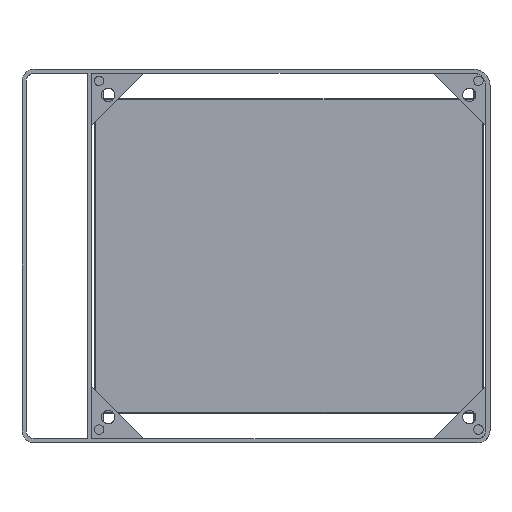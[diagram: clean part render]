
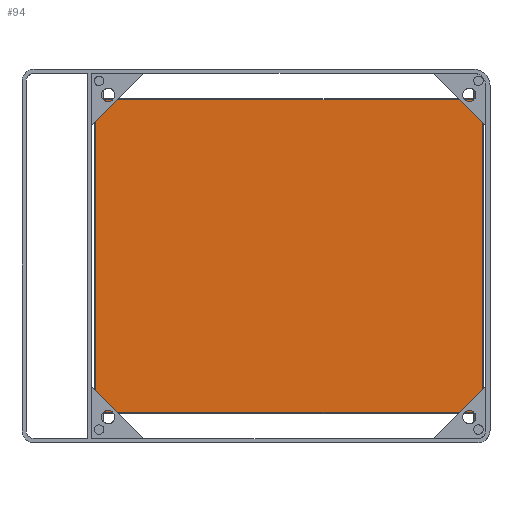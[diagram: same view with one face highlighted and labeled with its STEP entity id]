
A CAD part, top view. The second image highlights one B-rep face of the part: STEP entity #94.
In plain terms, the highlighted free-form (B-spline) face has degree [1, 1] with [2, 2] control points.
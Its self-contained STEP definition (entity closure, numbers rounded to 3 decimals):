
#94=ADVANCED_FACE('',(#184),#3126,.T.);
#184=FACE_OUTER_BOUND('',#286,.T.);
#286=EDGE_LOOP('',(#584,#585,#586,#587));
#584=ORIENTED_EDGE('',*,*,#2212,.T.);
#585=ORIENTED_EDGE('',*,*,#2213,.T.);
#586=ORIENTED_EDGE('',*,*,#2214,.T.);
#587=ORIENTED_EDGE('',*,*,#2215,.T.);
#1176=PCURVE('',#3126,#1636);
#1177=PCURVE('',#3126,#1637);
#1178=PCURVE('',#3126,#1638);
#1179=PCURVE('',#3126,#1639);
#1195=PCURVE('',#3130,#1655);
#1215=PCURVE('',#3133,#1675);
#1239=PCURVE('',#3138,#1699);
#1257=PCURVE('',#3141,#1717);
#1636=DEFINITIONAL_REPRESENTATION('',(#2635),#6459);
#1637=DEFINITIONAL_REPRESENTATION('',(#2637),#6459);
#1638=DEFINITIONAL_REPRESENTATION('',(#2639),#6459);
#1639=DEFINITIONAL_REPRESENTATION('',(#2641),#6459);
#1655=DEFINITIONAL_REPRESENTATION('',(#2671),#6459);
#1675=DEFINITIONAL_REPRESENTATION('',(#2700),#6459);
#1699=DEFINITIONAL_REPRESENTATION('',(#2737),#6459);
#1717=DEFINITIONAL_REPRESENTATION('',(#2761),#6459);
#1970=SURFACE_CURVE('',#2634,(#1176,#1195),.PCURVE_S1.);
#1971=SURFACE_CURVE('',#2636,(#1177,#1239),.PCURVE_S1.);
#1972=SURFACE_CURVE('',#2638,(#1178,#1257),.PCURVE_S1.);
#1973=SURFACE_CURVE('',#2640,(#1179,#1215),.PCURVE_S1.);
#2212=EDGE_CURVE('',#2982,#2983,#1970,.T.);
#2213=EDGE_CURVE('',#2983,#2984,#1971,.T.);
#2214=EDGE_CURVE('',#2984,#2985,#1972,.T.);
#2215=EDGE_CURVE('',#2985,#2982,#1973,.T.);
#2634=B_SPLINE_CURVE_WITH_KNOTS('',1,(#4681,#4682),.UNSPECIFIED.,.F.,.F.,
(2,2),(-377.,0.),.UNSPECIFIED.);
#2635=B_SPLINE_CURVE_WITH_KNOTS('',1,(#4683,#4684),.UNSPECIFIED.,.F.,.F.,
(2,2),(-377.,0.),.UNSPECIFIED.);
#2636=B_SPLINE_CURVE_WITH_KNOTS('',1,(#4685,#4686),.UNSPECIFIED.,.F.,.F.,
(2,2),(0.,467.),.UNSPECIFIED.);
#2637=B_SPLINE_CURVE_WITH_KNOTS('',1,(#4687,#4688),.UNSPECIFIED.,.F.,.F.,
(2,2),(0.,467.),.UNSPECIFIED.);
#2638=B_SPLINE_CURVE_WITH_KNOTS('',1,(#4689,#4690),.UNSPECIFIED.,.F.,.F.,
(2,2),(0.,377.),.UNSPECIFIED.);
#2639=B_SPLINE_CURVE_WITH_KNOTS('',1,(#4691,#4692),.UNSPECIFIED.,.F.,.F.,
(2,2),(0.,377.),.UNSPECIFIED.);
#2640=B_SPLINE_CURVE_WITH_KNOTS('',1,(#4693,#4694),.UNSPECIFIED.,.F.,.F.,
(2,2),(0.,467.),.UNSPECIFIED.);
#2641=B_SPLINE_CURVE_WITH_KNOTS('',1,(#4695,#4696),.UNSPECIFIED.,.F.,.F.,
(2,2),(0.,467.),.UNSPECIFIED.);
#2671=B_SPLINE_CURVE_WITH_KNOTS('',1,(#4755,#4756),.UNSPECIFIED.,.F.,.F.,
(2,2),(-377.,0.),.UNSPECIFIED.);
#2700=B_SPLINE_CURVE_WITH_KNOTS('',1,(#4813,#4814),.UNSPECIFIED.,.F.,.F.,
(2,2),(0.,467.),.UNSPECIFIED.);
#2737=B_SPLINE_CURVE_WITH_KNOTS('',1,(#4887,#4888),.UNSPECIFIED.,.F.,.F.,
(2,2),(0.,467.),.UNSPECIFIED.);
#2761=B_SPLINE_CURVE_WITH_KNOTS('',1,(#4935,#4936),.UNSPECIFIED.,.F.,.F.,
(2,2),(0.,377.),.UNSPECIFIED.);
#2982=VERTEX_POINT('',#4649);
#2983=VERTEX_POINT('',#4650);
#2984=VERTEX_POINT('',#4651);
#2985=VERTEX_POINT('',#4652);
#3126=B_SPLINE_SURFACE_WITH_KNOTS('',1,1,((#4577,#4578),(#4579,#4580)),
 .UNSPECIFIED.,.F.,.F.,.F.,(2,2),(2,2),(-330.51,230.01),(3.74,456.26),
 .UNSPECIFIED.);
#3130=B_SPLINE_SURFACE_WITH_KNOTS('',1,1,((#4593,#4594),(#4595,#4596)),
 .UNSPECIFIED.,.F.,.F.,.F.,(2,2),(2,2),(-0.297,2.418),
(38.84,493.16),.UNSPECIFIED.);
#3133=B_SPLINE_SURFACE_WITH_KNOTS('',1,1,((#4605,#4606),(#4607,#4608)),
 .UNSPECIFIED.,.F.,.F.,.F.,(2,2),(2,2),(47.84,610.16),(-0.297,
2.418),.UNSPECIFIED.);
#3138=B_SPLINE_SURFACE_WITH_KNOTS('',1,1,((#4625,#4626),(#4627,#4628)),
 .UNSPECIFIED.,.F.,.F.,.F.,(2,2),(2,2),(47.84,610.16),(-0.297,
2.418),.UNSPECIFIED.);
#3141=B_SPLINE_SURFACE_WITH_KNOTS('',1,1,((#4637,#4638),(#4639,#4640)),
 .UNSPECIFIED.,.F.,.F.,.F.,(2,2),(2,2),(38.84,493.16),(-0.297,
2.418),.UNSPECIFIED.);
#4577=CARTESIAN_POINT('',(322.854,227.396,-19.033));
#4578=CARTESIAN_POINT('',(322.854,-225.124,-19.033));
#4579=CARTESIAN_POINT('',(-237.666,227.396,-19.033));
#4580=CARTESIAN_POINT('',(-237.666,-225.124,-19.033));
#4593=CARTESIAN_POINT('',(277.804,228.296,-20.743));
#4594=CARTESIAN_POINT('',(277.804,-226.024,-20.743));
#4595=CARTESIAN_POINT('',(275.884,228.296,-18.823));
#4596=CARTESIAN_POINT('',(275.884,-226.024,-18.823));
#4605=CARTESIAN_POINT('',(-238.566,-189.074,-20.743));
#4606=CARTESIAN_POINT('',(-238.566,-187.154,-18.823));
#4607=CARTESIAN_POINT('',(323.754,-189.074,-20.743));
#4608=CARTESIAN_POINT('',(323.754,-187.154,-18.823));
#4625=CARTESIAN_POINT('',(323.754,191.346,-20.743));
#4626=CARTESIAN_POINT('',(323.754,189.426,-18.823));
#4627=CARTESIAN_POINT('',(-238.566,191.346,-20.743));
#4628=CARTESIAN_POINT('',(-238.566,189.426,-18.823));
#4637=CARTESIAN_POINT('',(-192.616,228.296,-20.743));
#4638=CARTESIAN_POINT('',(-190.696,228.296,-18.823));
#4639=CARTESIAN_POINT('',(-192.616,-226.024,-20.743));
#4640=CARTESIAN_POINT('',(-190.696,-226.024,-18.823));
#4649=CARTESIAN_POINT('',(276.094,-187.364,-19.033));
#4650=CARTESIAN_POINT('',(276.094,189.636,-19.033));
#4651=CARTESIAN_POINT('',(-190.906,189.636,-19.033));
#4652=CARTESIAN_POINT('',(-190.906,-187.364,-19.033));
#4681=CARTESIAN_POINT('',(276.094,-187.364,-19.033));
#4682=CARTESIAN_POINT('',(276.094,189.636,-19.033));
#4683=CARTESIAN_POINT('',(-283.75,418.5));
#4684=CARTESIAN_POINT('',(-283.75,41.5));
#4685=CARTESIAN_POINT('',(276.094,189.636,-19.033));
#4686=CARTESIAN_POINT('',(-190.906,189.636,-19.033));
#4687=CARTESIAN_POINT('',(-283.75,41.5));
#4688=CARTESIAN_POINT('',(183.25,41.5));
#4689=CARTESIAN_POINT('',(-190.906,189.636,-19.033));
#4690=CARTESIAN_POINT('',(-190.906,-187.364,-19.033));
#4691=CARTESIAN_POINT('',(183.25,41.5));
#4692=CARTESIAN_POINT('',(183.25,418.5));
#4693=CARTESIAN_POINT('',(-190.906,-187.364,-19.033));
#4694=CARTESIAN_POINT('',(276.094,-187.364,-19.033));
#4695=CARTESIAN_POINT('',(183.25,418.5));
#4696=CARTESIAN_POINT('',(-283.75,418.5));
#4755=CARTESIAN_POINT('',(2.121,454.5));
#4756=CARTESIAN_POINT('',(2.121,77.5));
#4813=CARTESIAN_POINT('',(95.5,2.121));
#4814=CARTESIAN_POINT('',(562.5,2.121));
#4887=CARTESIAN_POINT('',(95.5,2.121));
#4888=CARTESIAN_POINT('',(562.5,2.121));
#4935=CARTESIAN_POINT('',(77.5,2.121));
#4936=CARTESIAN_POINT('',(454.5,2.121));
#6459=(
GEOMETRIC_REPRESENTATION_CONTEXT(2)
PARAMETRIC_REPRESENTATION_CONTEXT()
REPRESENTATION_CONTEXT('pspace','')
);
